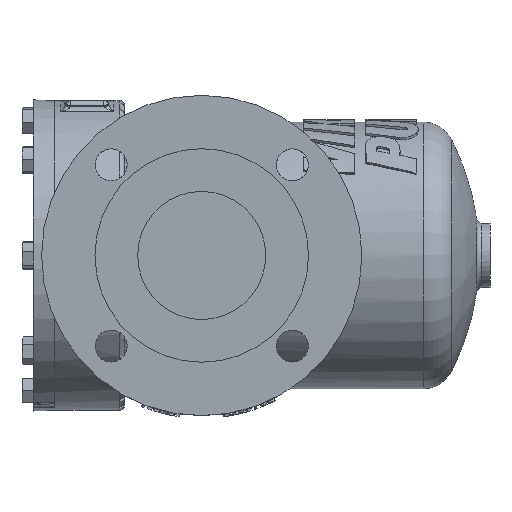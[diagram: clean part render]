
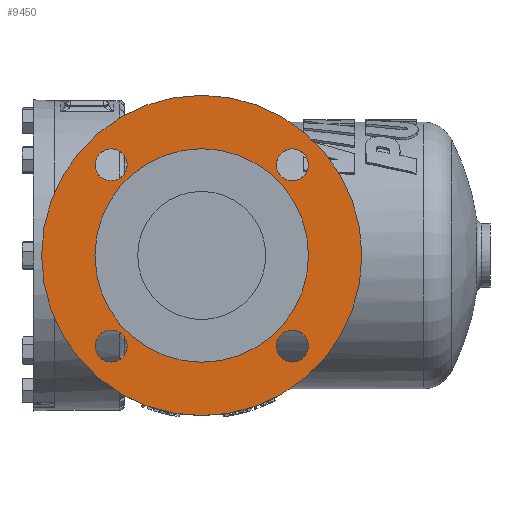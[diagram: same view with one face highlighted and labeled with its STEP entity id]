
A CAD part, left-side view. The second image highlights one B-rep face of the part: STEP entity #9450.
In plain terms, the highlighted planar face has unit normal (-1, 0, 0).
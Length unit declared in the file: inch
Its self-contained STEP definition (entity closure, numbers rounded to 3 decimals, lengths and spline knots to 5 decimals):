
#1234 = AXIS2_PLACEMENT_3D ( 'NONE', #3416, #49979, #10113 ) ;
#2050 = EDGE_CURVE ( 'NONE', #35190, #51752, #66417, .T. ) ;
#3416 = CARTESIAN_POINT ( 'NONE',  ( -5.94, 2.12132, -2.12132 ) ) ;
#3447 = VERTEX_POINT ( 'NONE', #62059 ) ;
#3686 = ORIENTED_EDGE ( 'NONE', *, *, #74819, .T. ) ;
#4074 = FACE_BOUND ( 'NONE', #58479, .T. ) ;
#4718 = DIRECTION ( 'NONE',  ( 0., 0., -1. ) ) ;
#5270 = CARTESIAN_POINT ( 'NONE',  ( -5.94, 2.12132, -2.49632 ) ) ;
#6053 = CARTESIAN_POINT ( 'NONE',  ( -5.94, 2.12132, 2.12132 ) ) ;
#6164 = CARTESIAN_POINT ( 'NONE',  ( -5.94, 2.12132, 2.49632 ) ) ;
#6434 = CARTESIAN_POINT ( 'NONE',  ( -5.94, 0., -2.5 ) ) ;
#6836 = EDGE_CURVE ( 'NONE', #35343, #74286, #55349, .T. ) ;
#7203 = AXIS2_PLACEMENT_3D ( 'NONE', #61321, #60169, #12975 ) ;
#7591 = VERTEX_POINT ( 'NONE', #69513 ) ;
#8090 = EDGE_CURVE ( 'NONE', #75911, #7591, #35456, .T. ) ;
#9450 = ADVANCED_FACE ( 'NONE', ( #72773, #4074, #21796, #39519, #55119, #37441 ), #23830, .F. ) ;
#10031 = VERTEX_POINT ( 'NONE', #50212 ) ;
#10113 = DIRECTION ( 'NONE',  ( 0., 0., 1. ) ) ;
#10848 = EDGE_CURVE ( 'NONE', #61871, #66050, #29663, .T. ) ;
#11333 = CARTESIAN_POINT ( 'NONE',  ( -5.94, -2.12132, 2.12132 ) ) ;
#11599 = CARTESIAN_POINT ( 'NONE',  ( -5.94, -2.12132, 2.12132 ) ) ;
#12703 = DIRECTION ( 'NONE',  ( 0., 0., 1. ) ) ;
#12711 = CARTESIAN_POINT ( 'NONE',  ( -5.94, -2.12132, -2.12132 ) ) ;
#12975 = DIRECTION ( 'NONE',  ( 0., 0., 1. ) ) ;
#15208 = CIRCLE ( 'NONE', #37105, 0.375 ) ;
#17719 = VERTEX_POINT ( 'NONE', #6164 ) ;
#17894 = ORIENTED_EDGE ( 'NONE', *, *, #39735, .F. ) ;
#18055 = DIRECTION ( 'NONE',  ( 0., 0., 1. ) ) ;
#18327 = DIRECTION ( 'NONE',  ( 0., 0., 1. ) ) ;
#19274 = DIRECTION ( 'NONE',  ( -1., 0., 0. ) ) ;
#19434 = DIRECTION ( 'NONE',  ( 0., 0., 1. ) ) ;
#19799 = DIRECTION ( 'NONE',  ( -1., 0., 0. ) ) ;
#20426 = CARTESIAN_POINT ( 'NONE',  ( -5.94, 2.12132, -1.74632 ) ) ;
#20828 = ORIENTED_EDGE ( 'NONE', *, *, #2050, .F. ) ;
#21453 = EDGE_CURVE ( 'NONE', #51752, #35190, #44422, .T. ) ;
#21796 = FACE_BOUND ( 'NONE', #85468, .T. ) ;
#21950 = DIRECTION ( 'NONE',  ( 1., 0., 0. ) ) ;
#22147 = AXIS2_PLACEMENT_3D ( 'NONE', #79126, #39332, #85805 ) ;
#23830 = PLANE ( 'NONE',  #57076 ) ;
#27003 = DIRECTION ( 'NONE',  ( 1., 0., 0. ) ) ;
#28363 = CIRCLE ( 'NONE', #50196, 0.375 ) ;
#29373 = EDGE_LOOP ( 'NONE', ( #62110, #20828 ) ) ;
#29663 = CIRCLE ( 'NONE', #56560, 0.375 ) ;
#30641 = ORIENTED_EDGE ( 'NONE', *, *, #6836, .T. ) ;
#31658 = DIRECTION ( 'NONE',  ( -1., 0., 0. ) ) ;
#35190 = VERTEX_POINT ( 'NONE', #5270 ) ;
#35343 = VERTEX_POINT ( 'NONE', #6434 ) ;
#35456 = CIRCLE ( 'NONE', #81228, 3.75 ) ;
#37105 = AXIS2_PLACEMENT_3D ( 'NONE', #6053, #52624, #12703 ) ;
#37441 = FACE_BOUND ( 'NONE', #53321, .T. ) ;
#37828 = ORIENTED_EDGE ( 'NONE', *, *, #10848, .F. ) ;
#38793 = EDGE_LOOP ( 'NONE', ( #62801, #3686 ) ) ;
#39332 = DIRECTION ( 'NONE',  ( 1., 0., 0. ) ) ;
#39519 = FACE_BOUND ( 'NONE', #29373, .T. ) ;
#39735 = EDGE_CURVE ( 'NONE', #10031, #3447, #28363, .T. ) ;
#40054 = CARTESIAN_POINT ( 'NONE',  ( -5.94, 2.12132, 1.74632 ) ) ;
#40452 = CIRCLE ( 'NONE', #78520, 0.375 ) ;
#41114 = VERTEX_POINT ( 'NONE', #40054 ) ;
#43335 = EDGE_CURVE ( 'NONE', #66050, #61871, #85571, .T. ) ;
#44422 = CIRCLE ( 'NONE', #1234, 0.375 ) ;
#44618 = DIRECTION ( 'NONE',  ( -1., 0., 0. ) ) ;
#46033 = ORIENTED_EDGE ( 'NONE', *, *, #61617, .F. ) ;
#49935 = CARTESIAN_POINT ( 'NONE',  ( -5.94, -2.12132, -1.74632 ) ) ;
#49979 = DIRECTION ( 'NONE',  ( -1., 0., 0. ) ) ;
#50196 = AXIS2_PLACEMENT_3D ( 'NONE', #11599, #58176, #18327 ) ;
#50212 = CARTESIAN_POINT ( 'NONE',  ( -5.94, -2.12132, 1.74632 ) ) ;
#51021 = EDGE_CURVE ( 'NONE', #74286, #35343, #51103, .T. ) ;
#51103 = CIRCLE ( 'NONE', #62897, 2.5 ) ;
#51752 = VERTEX_POINT ( 'NONE', #20426 ) ;
#52624 = DIRECTION ( 'NONE',  ( -1., 0., 0. ) ) ;
#52696 = EDGE_CURVE ( 'NONE', #17719, #41114, #40452, .T. ) ;
#53055 = CARTESIAN_POINT ( 'NONE',  ( -5.94, 0., -3.75 ) ) ;
#53321 = EDGE_LOOP ( 'NONE', ( #30641, #78068 ) ) ;
#55119 = FACE_OUTER_BOUND ( 'NONE', #38793, .T. ) ;
#55204 = AXIS2_PLACEMENT_3D ( 'NONE', #11333, #57909, #18055 ) ;
#55349 = CIRCLE ( 'NONE', #22147, 2.5 ) ;
#55645 = EDGE_CURVE ( 'NONE', #41114, #17719, #15208, .T. ) ;
#56560 = AXIS2_PLACEMENT_3D ( 'NONE', #59697, #19799, #66363 ) ;
#57076 = AXIS2_PLACEMENT_3D ( 'NONE', #66842, #27003, #73493 ) ;
#57908 = CARTESIAN_POINT ( 'NONE',  ( -5.94, 0., 2.5 ) ) ;
#57909 = DIRECTION ( 'NONE',  ( -1., 0., 0. ) ) ;
#58176 = DIRECTION ( 'NONE',  ( -1., 0., 0. ) ) ;
#58479 = EDGE_LOOP ( 'NONE', ( #46033, #17894 ) ) ;
#59174 = CARTESIAN_POINT ( 'NONE',  ( -5.94, 2.12132, 2.12132 ) ) ;
#59331 = DIRECTION ( 'NONE',  ( -1., 0., 0. ) ) ;
#59697 = CARTESIAN_POINT ( 'NONE',  ( -5.94, -2.12132, -2.12132 ) ) ;
#60169 = DIRECTION ( 'NONE',  ( -1., 0., 0. ) ) ;
#61321 = CARTESIAN_POINT ( 'NONE',  ( -5.94, 2.12132, -2.12132 ) ) ;
#61516 = AXIS2_PLACEMENT_3D ( 'NONE', #12711, #59331, #19434 ) ;
#61617 = EDGE_CURVE ( 'NONE', #3447, #10031, #77406, .T. ) ;
#61843 = CARTESIAN_POINT ( 'NONE',  ( -5.94, 0., 0. ) ) ;
#61871 = VERTEX_POINT ( 'NONE', #49935 ) ;
#62059 = CARTESIAN_POINT ( 'NONE',  ( -5.94, -2.12132, 2.49632 ) ) ;
#62110 = ORIENTED_EDGE ( 'NONE', *, *, #21453, .F. ) ;
#62801 = ORIENTED_EDGE ( 'NONE', *, *, #8090, .T. ) ;
#62897 = AXIS2_PLACEMENT_3D ( 'NONE', #61843, #21950, #68519 ) ;
#65823 = DIRECTION ( 'NONE',  ( 0., 0., 1. ) ) ;
#66050 = VERTEX_POINT ( 'NONE', #71508 ) ;
#66363 = DIRECTION ( 'NONE',  ( 0., 0., 1. ) ) ;
#66417 = CIRCLE ( 'NONE', #7203, 0.375 ) ;
#66677 = CIRCLE ( 'NONE', #77087, 3.75 ) ;
#66842 = CARTESIAN_POINT ( 'NONE',  ( -5.94, 4.53658, 0. ) ) ;
#68519 = DIRECTION ( 'NONE',  ( 0., 0., -1. ) ) ;
#69513 = CARTESIAN_POINT ( 'NONE',  ( -5.94, 0., 3.75 ) ) ;
#71474 = CARTESIAN_POINT ( 'NONE',  ( -5.94, 0., 0. ) ) ;
#71508 = CARTESIAN_POINT ( 'NONE',  ( -5.94, -2.12132, -2.49632 ) ) ;
#72773 = FACE_BOUND ( 'NONE', #78234, .T. ) ;
#73493 = DIRECTION ( 'NONE',  ( 0., 0., -1. ) ) ;
#74286 = VERTEX_POINT ( 'NONE', #57908 ) ;
#74819 = EDGE_CURVE ( 'NONE', #7591, #75911, #66677, .T. ) ;
#75911 = VERTEX_POINT ( 'NONE', #53055 ) ;
#77087 = AXIS2_PLACEMENT_3D ( 'NONE', #71474, #31658, #78143 ) ;
#77406 = CIRCLE ( 'NONE', #55204, 0.375 ) ;
#78068 = ORIENTED_EDGE ( 'NONE', *, *, #51021, .T. ) ;
#78143 = DIRECTION ( 'NONE',  ( 0., 0., -1. ) ) ;
#78234 = EDGE_LOOP ( 'NONE', ( #37828, #85707 ) ) ;
#78520 = AXIS2_PLACEMENT_3D ( 'NONE', #59174, #19274, #65823 ) ;
#78628 = ORIENTED_EDGE ( 'NONE', *, *, #55645, .F. ) ;
#79126 = CARTESIAN_POINT ( 'NONE',  ( -5.94, 0., 0. ) ) ;
#81228 = AXIS2_PLACEMENT_3D ( 'NONE', #84365, #44618, #4718 ) ;
#84365 = CARTESIAN_POINT ( 'NONE',  ( -5.94, 0., 0. ) ) ;
#85468 = EDGE_LOOP ( 'NONE', ( #86258, #78628 ) ) ;
#85571 = CIRCLE ( 'NONE', #61516, 0.375 ) ;
#85707 = ORIENTED_EDGE ( 'NONE', *, *, #43335, .F. ) ;
#85805 = DIRECTION ( 'NONE',  ( 0., 0., -1. ) ) ;
#86258 = ORIENTED_EDGE ( 'NONE', *, *, #52696, .F. ) ;
